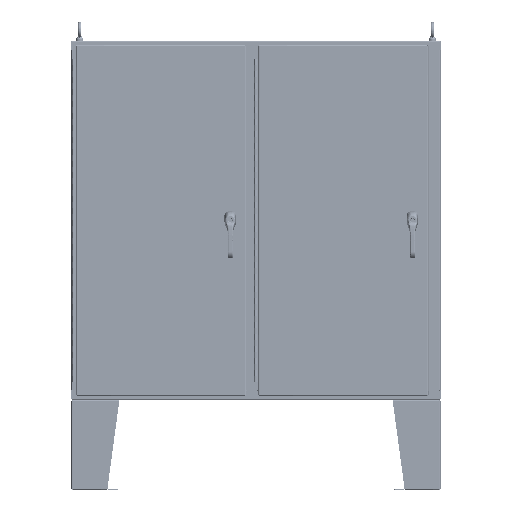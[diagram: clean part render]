
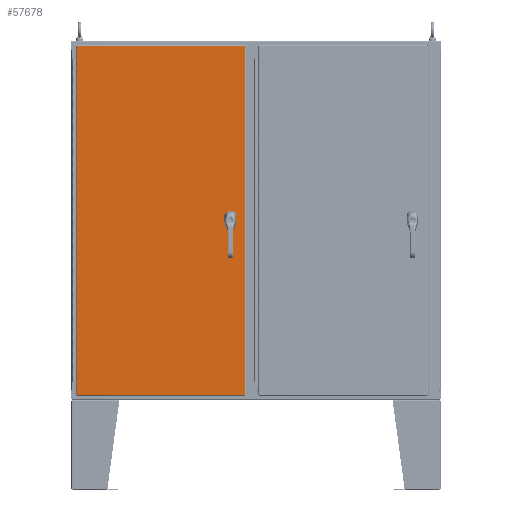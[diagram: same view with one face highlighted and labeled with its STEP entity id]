
A CAD part, top view. The second image highlights one B-rep face of the part: STEP entity #57678.
In plain terms, the highlighted planar face has unit normal (0, 0, 1).
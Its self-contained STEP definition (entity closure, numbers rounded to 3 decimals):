
#3960=LINE('',#95553,#8462);
#3964=LINE('',#95565,#8466);
#3968=LINE('',#95577,#8470);
#3972=LINE('',#95589,#8474);
#3992=LINE('',#95660,#8494);
#4008=LINE('',#95782,#8510);
#4022=LINE('',#95899,#8524);
#4033=LINE('',#96010,#8535);
#8462=VECTOR('',#72234,0.427);
#8466=VECTOR('',#72246,0.427);
#8470=VECTOR('',#72258,0.427);
#8474=VECTOR('',#72270,0.427);
#8494=VECTOR('',#72326,58.295);
#8510=VECTOR('',#72356,28.045);
#8524=VECTOR('',#72384,58.295);
#8535=VECTOR('',#72407,28.045);
#12105=PLANE('',#62239);
#13465=FACE_BOUND('',#18899,.T.);
#13466=FACE_BOUND('',#18900,.T.);
#13467=FACE_BOUND('',#18901,.T.);
#13468=FACE_BOUND('',#18902,.T.);
#15006=FACE_OUTER_BOUND('',#18898,.T.);
#18898=EDGE_LOOP('',(#43346,#43347,#43348,#43349));
#18899=EDGE_LOOP('',(#43350,#43351,#43352,#43353,#43354,#43355,#43356,#43357));
#18900=EDGE_LOOP('',(#43358));
#18901=EDGE_LOOP('',(#43359));
#18902=EDGE_LOOP('',(#43360));
#22544=CIRCLE('',#62185,0.453);
#22546=CIRCLE('',#62189,0.453);
#22548=CIRCLE('',#62193,0.453);
#22550=CIRCLE('',#62197,0.453);
#22552=CIRCLE('',#62200,0.14);
#22554=CIRCLE('',#62203,0.14);
#22556=CIRCLE('',#62206,0.14);
#26351=VERTEX_POINT('',#95550);
#26352=VERTEX_POINT('',#95552);
#26354=VERTEX_POINT('',#95558);
#26356=VERTEX_POINT('',#95564);
#26358=VERTEX_POINT('',#95570);
#26360=VERTEX_POINT('',#95576);
#26362=VERTEX_POINT('',#95582);
#26364=VERTEX_POINT('',#95588);
#26366=VERTEX_POINT('',#95597);
#26368=VERTEX_POINT('',#95602);
#26370=VERTEX_POINT('',#95607);
#26386=VERTEX_POINT('',#95648);
#26387=VERTEX_POINT('',#95659);
#26398=VERTEX_POINT('',#95771);
#26406=VERTEX_POINT('',#95888);
#32410=EDGE_CURVE('',#26352,#26351,#3960,.T.);
#32413=EDGE_CURVE('',#26354,#26352,#22544,.T.);
#32416=EDGE_CURVE('',#26356,#26354,#3964,.T.);
#32419=EDGE_CURVE('',#26358,#26356,#22546,.T.);
#32422=EDGE_CURVE('',#26360,#26358,#3968,.T.);
#32425=EDGE_CURVE('',#26362,#26360,#22548,.T.);
#32428=EDGE_CURVE('',#26364,#26362,#3972,.T.);
#32431=EDGE_CURVE('',#26351,#26364,#22550,.T.);
#32433=EDGE_CURVE('',#26366,#26366,#22552,.T.);
#32435=EDGE_CURVE('',#26368,#26368,#22554,.T.);
#32437=EDGE_CURVE('',#26370,#26370,#22556,.T.);
#32457=EDGE_CURVE('',#26387,#26386,#3992,.T.);
#32477=EDGE_CURVE('',#26386,#26398,#4008,.T.);
#32495=EDGE_CURVE('',#26398,#26406,#4022,.T.);
#32510=EDGE_CURVE('',#26406,#26387,#4033,.T.);
#43346=ORIENTED_EDGE('',*,*,#32457,.T.);
#43347=ORIENTED_EDGE('',*,*,#32477,.T.);
#43348=ORIENTED_EDGE('',*,*,#32495,.T.);
#43349=ORIENTED_EDGE('',*,*,#32510,.T.);
#43350=ORIENTED_EDGE('',*,*,#32410,.T.);
#43351=ORIENTED_EDGE('',*,*,#32431,.T.);
#43352=ORIENTED_EDGE('',*,*,#32428,.T.);
#43353=ORIENTED_EDGE('',*,*,#32425,.T.);
#43354=ORIENTED_EDGE('',*,*,#32422,.T.);
#43355=ORIENTED_EDGE('',*,*,#32419,.T.);
#43356=ORIENTED_EDGE('',*,*,#32416,.T.);
#43357=ORIENTED_EDGE('',*,*,#32413,.T.);
#43358=ORIENTED_EDGE('',*,*,#32433,.T.);
#43359=ORIENTED_EDGE('',*,*,#32435,.T.);
#43360=ORIENTED_EDGE('',*,*,#32437,.T.);
#57678=ADVANCED_FACE('',(#15006,#13465,#13466,#13467,#13468),#12105,.T.);
#62185=AXIS2_PLACEMENT_3D('',#95559,#72240,#72241);
#62189=AXIS2_PLACEMENT_3D('',#95571,#72252,#72253);
#62193=AXIS2_PLACEMENT_3D('',#95583,#72264,#72265);
#62197=AXIS2_PLACEMENT_3D('',#95593,#72276,#72277);
#62200=AXIS2_PLACEMENT_3D('',#95598,#72282,#72283);
#62203=AXIS2_PLACEMENT_3D('',#95603,#72288,#72289);
#62206=AXIS2_PLACEMENT_3D('',#95608,#72294,#72295);
#62239=AXIS2_PLACEMENT_3D('',#96113,#72432,#72433);
#72234=DIRECTION('',(0.,1.,0.));
#72240=DIRECTION('center_axis',(0.,0.,-1.));
#72241=DIRECTION('ref_axis',(-0.882,-0.471,0.));
#72246=DIRECTION('',(-1.,0.,0.));
#72252=DIRECTION('center_axis',(0.,0.,-1.));
#72253=DIRECTION('ref_axis',(0.471,-0.882,0.));
#72258=DIRECTION('',(0.,-1.,0.));
#72264=DIRECTION('center_axis',(0.,0.,-1.));
#72265=DIRECTION('ref_axis',(0.882,0.471,0.));
#72270=DIRECTION('',(1.,0.,0.));
#72276=DIRECTION('center_axis',(0.,0.,-1.));
#72277=DIRECTION('ref_axis',(-0.471,0.882,0.));
#72282=DIRECTION('center_axis',(0.,0.,-1.));
#72283=DIRECTION('ref_axis',(-1.,0.,0.));
#72288=DIRECTION('center_axis',(0.,0.,-1.));
#72289=DIRECTION('ref_axis',(-1.,0.,0.));
#72294=DIRECTION('center_axis',(0.,0.,-1.));
#72295=DIRECTION('ref_axis',(-1.,0.,0.));
#72326=DIRECTION('',(0.,1.,0.));
#72356=DIRECTION('',(-1.,0.,0.));
#72384=DIRECTION('',(0.,-1.,0.));
#72407=DIRECTION('',(1.,0.,0.));
#72432=DIRECTION('center_axis',(0.,0.,1.));
#72433=DIRECTION('ref_axis',(1.,0.,0.));
#95550=CARTESIAN_POINT('',(11.163,0.214,0.134));
#95552=CARTESIAN_POINT('',(11.163,-0.214,0.134));
#95553=CARTESIAN_POINT('',(11.163,0.107,0.134));
#95558=CARTESIAN_POINT('',(11.349,-0.399,0.134));
#95559=CARTESIAN_POINT('Origin',(11.563,0.,
0.134));
#95564=CARTESIAN_POINT('',(11.776,-0.399,0.134));
#95565=CARTESIAN_POINT('',(5.674,-0.4,0.134));
#95570=CARTESIAN_POINT('',(11.962,-0.214,0.134));
#95571=CARTESIAN_POINT('Origin',(11.563,0.,0.134));
#95576=CARTESIAN_POINT('',(11.962,0.214,0.134));
#95577=CARTESIAN_POINT('',(11.962,-0.107,0.134));
#95582=CARTESIAN_POINT('',(11.776,0.4,0.134));
#95583=CARTESIAN_POINT('Origin',(11.563,0.,0.134));
#95588=CARTESIAN_POINT('',(11.349,0.4,0.134));
#95589=CARTESIAN_POINT('',(5.888,0.4,0.134));
#95593=CARTESIAN_POINT('Origin',(11.563,0.,0.134));
#95597=CARTESIAN_POINT('',(11.703,0.885,0.134));
#95598=CARTESIAN_POINT('Origin',(11.563,0.885,0.134));
#95602=CARTESIAN_POINT('',(11.703,-0.886,0.134));
#95603=CARTESIAN_POINT('Origin',(11.563,-0.886,0.134));
#95607=CARTESIAN_POINT('',(11.703,-1.378,0.134));
#95608=CARTESIAN_POINT('Origin',(11.563,-1.378,0.134));
#95648=CARTESIAN_POINT('',(14.022,29.147,0.134));
#95659=CARTESIAN_POINT('',(14.022,-29.147,0.134));
#95660=CARTESIAN_POINT('',(14.022,-14.574,0.134));
#95771=CARTESIAN_POINT('',(-14.022,29.147,0.134));
#95782=CARTESIAN_POINT('',(7.011,29.147,0.134));
#95888=CARTESIAN_POINT('',(-14.022,-29.147,0.134));
#95899=CARTESIAN_POINT('',(-14.022,14.574,0.134));
#96010=CARTESIAN_POINT('',(-7.011,-29.147,0.134));
#96113=CARTESIAN_POINT('Origin',(0.,0.,
0.134));
